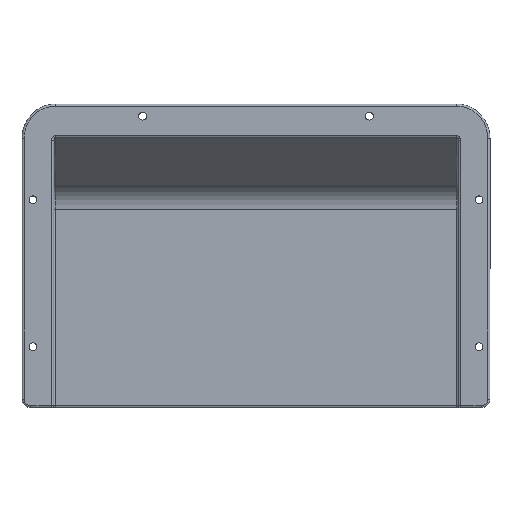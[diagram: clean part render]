
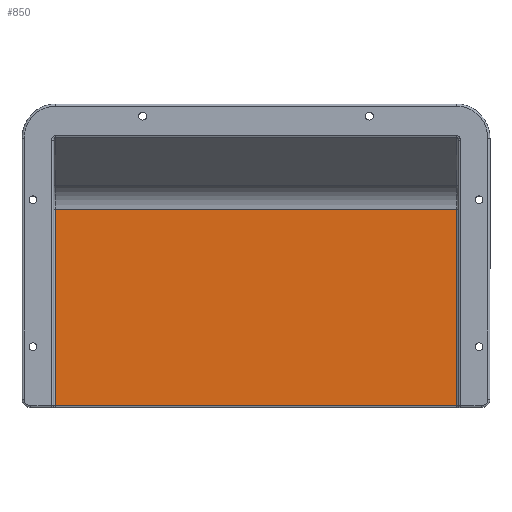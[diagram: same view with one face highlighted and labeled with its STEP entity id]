
A CAD part, top view. The second image highlights one B-rep face of the part: STEP entity #850.
In plain terms, the highlighted planar face has unit normal (0, 0, 1).
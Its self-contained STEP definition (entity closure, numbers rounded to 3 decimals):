
#4 = DIRECTION ( 'NONE',  ( 1., 0., 0. ) ) ;
#20 = CARTESIAN_POINT ( 'NONE',  ( 0., 103.11, -71.12 ) ) ;
#116 = DIRECTION ( 'NONE',  ( 0., -1., 0. ) ) ;
#179 = ORIENTED_EDGE ( 'NONE', *, *, #1636, .F. ) ;
#566 = ORIENTED_EDGE ( 'NONE', *, *, #693, .T. ) ;
#625 = LINE ( 'NONE', #2816, #2964 ) ;
#693 = EDGE_CURVE ( 'NONE', #2180, #1188, #3016, .T. ) ;
#850 = ADVANCED_FACE ( 'NONE', ( #2546 ), #1721, .F. ) ;
#1052 = CARTESIAN_POINT ( 'NONE',  ( 146.06, 103.11, -71.12 ) ) ;
#1128 = CARTESIAN_POINT ( 'NONE',  ( -146.06, 103.11, -71.12 ) ) ;
#1148 = ORIENTED_EDGE ( 'NONE', *, *, #3333, .F. ) ;
#1184 = VERTEX_POINT ( 'NONE', #1331 ) ;
#1188 = VERTEX_POINT ( 'NONE', #1052 ) ;
#1298 = CARTESIAN_POINT ( 'NONE',  ( 146.06, 0., -71.12 ) ) ;
#1331 = CARTESIAN_POINT ( 'NONE',  ( -146.06, 246.151, -71.12 ) ) ;
#1335 = AXIS2_PLACEMENT_3D ( 'NONE', #1987, #1717, #1703 ) ;
#1398 = ORIENTED_EDGE ( 'NONE', *, *, #2419, .F. ) ;
#1444 = CARTESIAN_POINT ( 'NONE',  ( 146.06, 246.151, -71.12 ) ) ;
#1466 = CARTESIAN_POINT ( 'NONE',  ( 0., 246.151, -71.12 ) ) ;
#1636 = EDGE_CURVE ( 'NONE', #2013, #1188, #2182, .T. ) ;
#1703 = DIRECTION ( 'NONE',  ( 0., 1., 0. ) ) ;
#1717 = DIRECTION ( 'NONE',  ( 0., 0., -1. ) ) ;
#1721 = PLANE ( 'NONE',  #1335 ) ;
#1987 = CARTESIAN_POINT ( 'NONE',  ( 0., 0., -71.12 ) ) ;
#2013 = VERTEX_POINT ( 'NONE', #1444 ) ;
#2180 = VERTEX_POINT ( 'NONE', #1128 ) ;
#2182 = LINE ( 'NONE', #1298, #2757 ) ;
#2418 = VECTOR ( 'NONE', #2455, 1000. ) ;
#2419 = EDGE_CURVE ( 'NONE', #2180, #1184, #625, .T. ) ;
#2455 = DIRECTION ( 'NONE',  ( 1., 0., 0. ) ) ;
#2546 = FACE_OUTER_BOUND ( 'NONE', #3216, .T. ) ;
#2631 = LINE ( 'NONE', #1466, #2418 ) ;
#2757 = VECTOR ( 'NONE', #116, 1000. ) ;
#2816 = CARTESIAN_POINT ( 'NONE',  ( -146.06, 0., -71.12 ) ) ;
#2852 = DIRECTION ( 'NONE',  ( 0., 1., 0. ) ) ;
#2964 = VECTOR ( 'NONE', #2852, 1000. ) ;
#3016 = LINE ( 'NONE', #20, #3129 ) ;
#3129 = VECTOR ( 'NONE', #4, 1000. ) ;
#3216 = EDGE_LOOP ( 'NONE', ( #1398, #566, #179, #1148 ) ) ;
#3333 = EDGE_CURVE ( 'NONE', #1184, #2013, #2631, .T. ) ;
